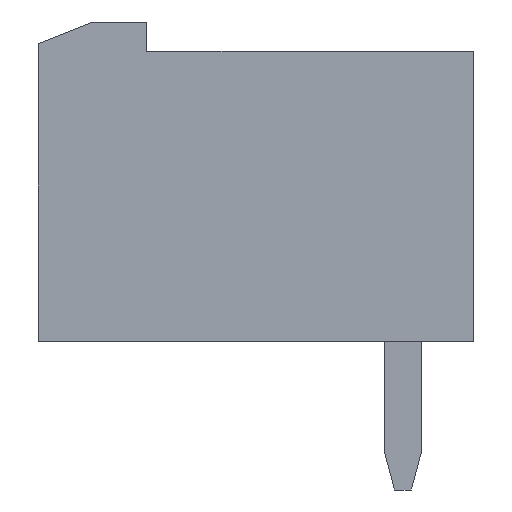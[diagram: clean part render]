
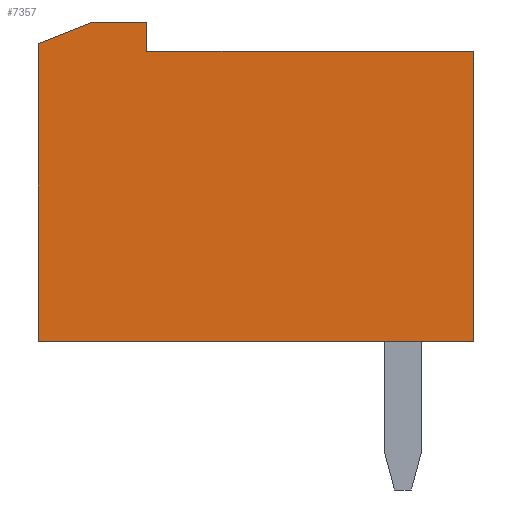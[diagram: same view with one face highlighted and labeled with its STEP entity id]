
A CAD part, left-side view. The second image highlights one B-rep face of the part: STEP entity #7357.
In plain terms, the highlighted planar face has unit normal (-1, 0, 0).
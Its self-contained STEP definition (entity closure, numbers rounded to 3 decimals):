
#361 = CARTESIAN_POINT ( 'NONE',  ( -0.5, 12., 0.2 ) ) ;
#535 = EDGE_CURVE ( 'NONE', #5139, #6672, #12033, .T. ) ;
#1078 = ORIENTED_EDGE ( 'NONE', *, *, #9566, .T. ) ;
#1121 = VERTEX_POINT ( 'NONE', #1484 ) ;
#1404 = LINE ( 'NONE', #6086, #6179 ) ;
#1484 = CARTESIAN_POINT ( 'NONE',  ( -0.5, 0., 0. ) ) ;
#1550 = VECTOR ( 'NONE', #11099, 1000. ) ;
#1623 = DIRECTION ( 'NONE',  ( 0., 0.928, -0.371 ) ) ;
#2075 = EDGE_LOOP ( 'NONE', ( #8439, #5125, #3904, #11252, #6784, #1078, #2147 ) ) ;
#2147 = ORIENTED_EDGE ( 'NONE', *, *, #535, .T. ) ;
#2757 = CARTESIAN_POINT ( 'NONE',  ( -0.5, 12., -8. ) ) ;
#3274 = CARTESIAN_POINT ( 'NONE',  ( -0.5, 12., -8. ) ) ;
#3316 = FACE_OUTER_BOUND ( 'NONE', #2075, .T. ) ;
#3708 = CARTESIAN_POINT ( 'NONE',  ( -0.5, 0., -8. ) ) ;
#3904 = ORIENTED_EDGE ( 'NONE', *, *, #8036, .T. ) ;
#4178 = CARTESIAN_POINT ( 'NONE',  ( -0.5, 9.01, 0. ) ) ;
#4573 = EDGE_CURVE ( 'NONE', #7078, #11949, #5058, .T. ) ;
#4575 = VECTOR ( 'NONE', #4862, 1000. ) ;
#4678 = LINE ( 'NONE', #10522, #9685 ) ;
#4862 = DIRECTION ( 'NONE',  ( 0., 1., 0. ) ) ;
#4886 = DIRECTION ( 'NONE',  ( 0., 0., 1. ) ) ;
#4899 = VERTEX_POINT ( 'NONE', #11665 ) ;
#5058 = LINE ( 'NONE', #3274, #10074 ) ;
#5125 = ORIENTED_EDGE ( 'NONE', *, *, #4573, .T. ) ;
#5139 = VERTEX_POINT ( 'NONE', #5432 ) ;
#5183 = PLANE ( 'NONE',  #9233 ) ;
#5220 = DIRECTION ( 'NONE',  ( 0., 0., 1. ) ) ;
#5432 = CARTESIAN_POINT ( 'NONE',  ( -0.5, 10.5, 0.8 ) ) ;
#5793 = CARTESIAN_POINT ( 'NONE',  ( -0.5, 9.01, 0.8 ) ) ;
#5997 = EDGE_CURVE ( 'NONE', #1121, #4899, #7122, .T. ) ;
#6086 = CARTESIAN_POINT ( 'NONE',  ( -0.5, 12., -6.5 ) ) ;
#6143 = DIRECTION ( 'NONE',  ( 0., -1., 0. ) ) ;
#6179 = VECTOR ( 'NONE', #7052, 1000. ) ;
#6333 = LINE ( 'NONE', #4178, #11321 ) ;
#6587 = LINE ( 'NONE', #7386, #1550 ) ;
#6672 = VERTEX_POINT ( 'NONE', #361 ) ;
#6697 = EDGE_CURVE ( 'NONE', #4899, #9183, #6333, .T. ) ;
#6739 = VECTOR ( 'NONE', #1623, 1000. ) ;
#6784 = ORIENTED_EDGE ( 'NONE', *, *, #6697, .T. ) ;
#7052 = DIRECTION ( 'NONE',  ( 0., 0., -1. ) ) ;
#7078 = VERTEX_POINT ( 'NONE', #2757 ) ;
#7122 = LINE ( 'NONE', #11427, #4575 ) ;
#7311 = EDGE_CURVE ( 'NONE', #6672, #7078, #1404, .T. ) ;
#7357 = ADVANCED_FACE ( 'NONE', ( #3316 ), #5183, .T. ) ;
#7386 = CARTESIAN_POINT ( 'NONE',  ( -0.5, 9.01, 0.8 ) ) ;
#8036 = EDGE_CURVE ( 'NONE', #11949, #1121, #4678, .T. ) ;
#8439 = ORIENTED_EDGE ( 'NONE', *, *, #7311, .T. ) ;
#9183 = VERTEX_POINT ( 'NONE', #5793 ) ;
#9233 = AXIS2_PLACEMENT_3D ( 'NONE', #9911, #10854, #5220 ) ;
#9566 = EDGE_CURVE ( 'NONE', #9183, #5139, #6587, .T. ) ;
#9685 = VECTOR ( 'NONE', #4886, 1000. ) ;
#9911 = CARTESIAN_POINT ( 'NONE',  ( -0.5, 0., 0. ) ) ;
#10074 = VECTOR ( 'NONE', #6143, 1000. ) ;
#10522 = CARTESIAN_POINT ( 'NONE',  ( -0.5, 0., -8. ) ) ;
#10787 = DIRECTION ( 'NONE',  ( 0., 0., 1. ) ) ;
#10854 = DIRECTION ( 'NONE',  ( -1., 0., 0. ) ) ;
#11099 = DIRECTION ( 'NONE',  ( 0., 1., 0. ) ) ;
#11252 = ORIENTED_EDGE ( 'NONE', *, *, #5997, .T. ) ;
#11321 = VECTOR ( 'NONE', #10787, 1000. ) ;
#11427 = CARTESIAN_POINT ( 'NONE',  ( -0.5, 0., 0. ) ) ;
#11554 = CARTESIAN_POINT ( 'NONE',  ( -0.5, 10.5, 0.8 ) ) ;
#11665 = CARTESIAN_POINT ( 'NONE',  ( -0.5, 9.01, 0. ) ) ;
#11949 = VERTEX_POINT ( 'NONE', #3708 ) ;
#12033 = LINE ( 'NONE', #11554, #6739 ) ;
